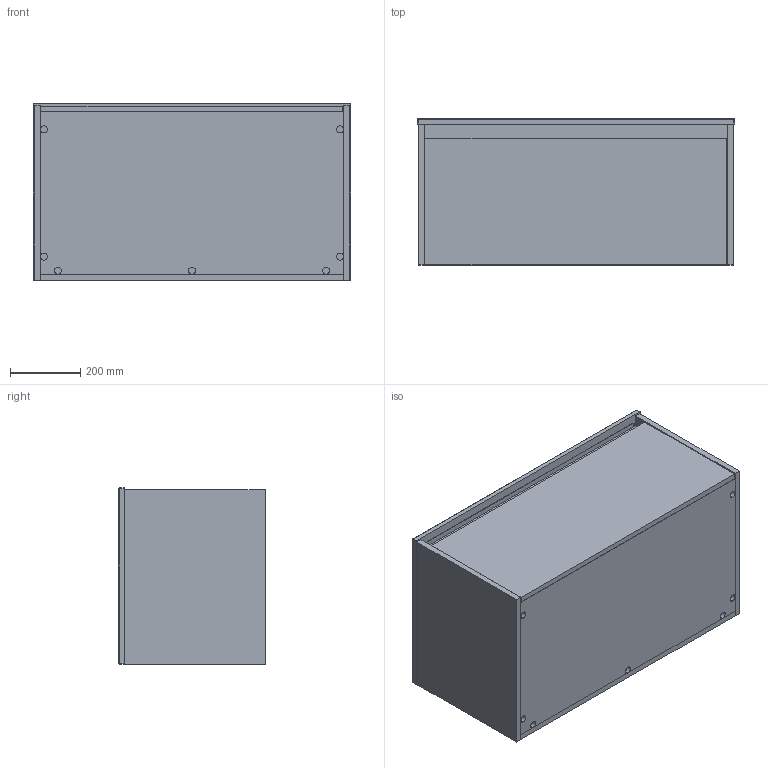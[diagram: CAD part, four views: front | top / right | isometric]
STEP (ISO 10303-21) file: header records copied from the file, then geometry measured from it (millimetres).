
FILE_DESCRIPTION (( 'STEP AP203' ), '1' );
FILE_NAME ('402_900CW1DR_Kayla.STEP', '2022-03-28T20:34:17', ( '' ), ( '' ), 'SwSTEP 2.0', 'SolidWorks 2020', '' );
FILE_SCHEMA (( 'CONFIG_CONTROL_DESIGN' ));
Length unit declared in the file: millimetre
Products named in the file (9): PL001002; 402_900CW1DR_Kayla; Lauretta_900C; PL001003; PL001015; F402_900W1DR; PL001007; PL001004; PL001016
Assembly tree (8 placements, depth 3):
  402_900CW1DR_Kayla
    Lauretta_900C
    F402_900W1DR
      PL001016
      PL001004
      PL001003
      PL001002
      PL001007
      PL001015
Bounding box: 900 x 415 x 500 mm (x, y, z)
Volume: 32742942.5 mm3; surface area: 4473688 mm2
Topology: 7 solids, 7 shells, 216 faces, 470 edges, 292 vertices
Faces by surface type: cylinder 88, plane 80, bspline 42, sphere 4, cone 2
Entity records: 19382 total; most frequent: CARTESIAN_POINT 13944, ORIENTED_EDGE 932, DIRECTION 911, EDGE_CURVE 466, AXIS2_PLACEMENT_3D 357, VERTEX_POINT 292, EDGE_LOOP 256, FACE_OUTER_BOUND 216
